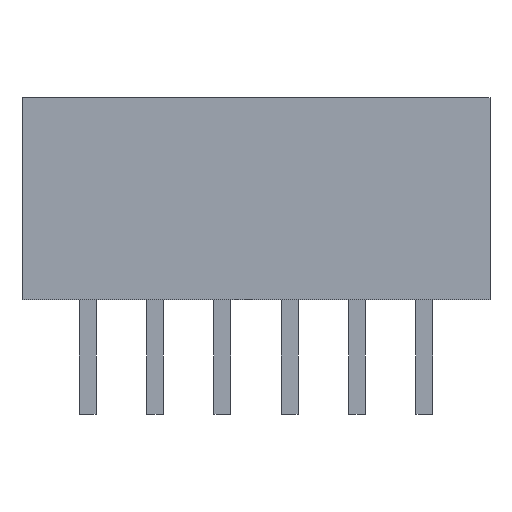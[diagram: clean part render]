
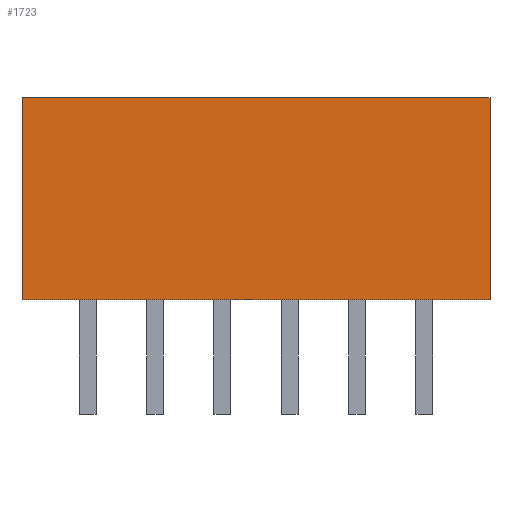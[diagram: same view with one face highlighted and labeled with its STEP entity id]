
A CAD part, front view. The second image highlights one B-rep face of the part: STEP entity #1723.
In plain terms, the highlighted planar face has unit normal (0, -1, 0).
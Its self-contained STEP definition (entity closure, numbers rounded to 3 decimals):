
#1684=CARTESIAN_POINT('',(-6.95,-2.8,-0.0));
#1685=VERTEX_POINT('',#1684);
#1686=CARTESIAN_POINT('',(6.95,-2.8,-0.0));
#1687=VERTEX_POINT('',#1686);
#1688=CARTESIAN_POINT('',(0.0,-2.8,-0.0));
#1689=DIRECTION('',(1.0,0.0,0.0));
#1690=VECTOR('',#1689,1.0);
#1691=LINE('',#1688,#1690);
#1692=EDGE_CURVE('n� 619',#1685,#1687,#1691,.T.);
#1693=ORIENTED_EDGE('',*,*,#1692,.T.);
#1694=CARTESIAN_POINT('',(6.95,-2.8,6.0));
#1695=VERTEX_POINT('',#1694);
#1696=CARTESIAN_POINT('',(6.95,-2.8,3.0));
#1697=DIRECTION('',(0.0,-0.0,1.0));
#1698=VECTOR('',#1697,1.0);
#1699=LINE('',#1696,#1698);
#1700=EDGE_CURVE('n� 550',#1687,#1695,#1699,.T.);
#1701=ORIENTED_EDGE('',*,*,#1700,.T.);
#1702=CARTESIAN_POINT('',(-6.95,-2.8,6.0));
#1703=VERTEX_POINT('',#1702);
#1704=CARTESIAN_POINT('',(0.0,-2.8,6.0));
#1705=DIRECTION('',(-1.0,0.0,0.0));
#1706=VECTOR('',#1705,1.0);
#1707=LINE('',#1704,#1706);
#1708=EDGE_CURVE('n� 838',#1695,#1703,#1707,.T.);
#1709=ORIENTED_EDGE('',*,*,#1708,.T.);
#1710=CARTESIAN_POINT('',(-6.95,-2.8,3.0));
#1711=DIRECTION('',(0.0,-0.0,1.0));
#1712=VECTOR('',#1711,1.0);
#1713=LINE('',#1710,#1712);
#1714=EDGE_CURVE('n� 715',#1685,#1703,#1713,.T.);
#1715=ORIENTED_EDGE('',*,*,#1714,.F.);
#1716=EDGE_LOOP('',(#1693,#1701,#1709,#1715));
#1717=FACE_OUTER_BOUND('',#1716,.T.);
#1718=CARTESIAN_POINT('',(6.95,-2.8,-0.0));
#1719=DIRECTION('',(0.0,1.0,0.0));
#1720=DIRECTION('',(-1.0,-0.0,0.0));
#1721=AXIS2_PLACEMENT_3D('',#1718,#1719,#1720);
#1722=PLANE('',#1721);
#1723=ADVANCED_FACE('n� 1122',(#1717),#1722,.F.);
